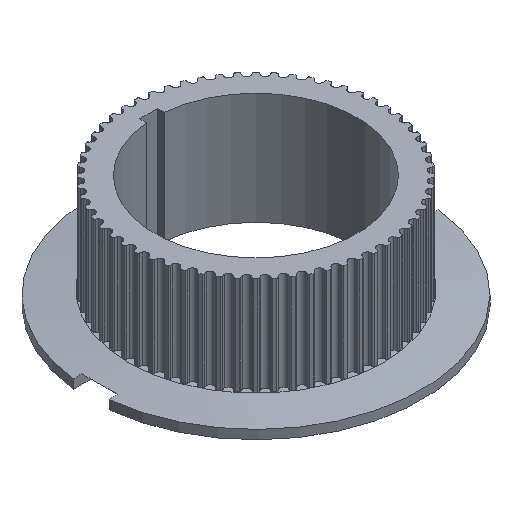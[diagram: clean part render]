
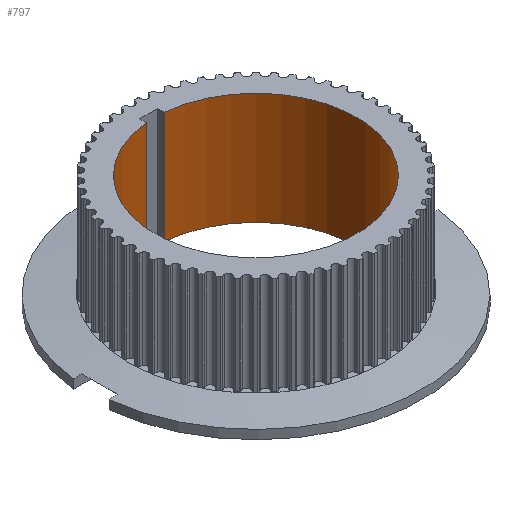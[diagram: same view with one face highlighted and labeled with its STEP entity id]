
A CAD part, isometric view. The second image highlights one B-rep face of the part: STEP entity #797.
In plain terms, the highlighted cylindrical face has radius 22.55 mm (diameter 45.1 mm), a partial arc.
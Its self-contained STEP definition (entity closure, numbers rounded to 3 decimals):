
#33 = PLANE('',#34);
#34 = AXIS2_PLACEMENT_3D('',#35,#36,#37);
#35 = CARTESIAN_POINT('',(0.,0.,-3.));
#36 = DIRECTION('',(0.,0.,1.));
#37 = DIRECTION('',(0.,-1.,0.));
#290 = EDGE_CURVE('',#291,#293,#295,.T.);
#291 = VERTEX_POINT('',#292);
#292 = CARTESIAN_POINT('',(-2.,22.461,-3.));
#293 = VERTEX_POINT('',#294);
#294 = CARTESIAN_POINT('',(2.,22.461,-3.));
#295 = SURFACE_CURVE('',#296,(#301,#308),.PCURVE_S1.);
#296 = CIRCLE('',#297,22.55);
#297 = AXIS2_PLACEMENT_3D('',#298,#299,#300);
#298 = CARTESIAN_POINT('',(0.,0.,-3.));
#299 = DIRECTION('',(0.,0.,1.));
#300 = DIRECTION('',(1.,0.,0.));
#301 = PCURVE('',#33,#302);
#302 = DEFINITIONAL_REPRESENTATION('',(#303),#307);
#303 = CIRCLE('',#304,22.55);
#304 = AXIS2_PLACEMENT_2D('',#305,#306);
#305 = CARTESIAN_POINT('',(0.,0.));
#306 = DIRECTION('',(0.,1.));
#307 = ( GEOMETRIC_REPRESENTATION_CONTEXT(2) 
PARAMETRIC_REPRESENTATION_CONTEXT() REPRESENTATION_CONTEXT('2D SPACE',''
  ) );
#308 = PCURVE('',#309,#314);
#309 = CYLINDRICAL_SURFACE('',#310,22.55);
#310 = AXIS2_PLACEMENT_3D('',#311,#312,#313);
#311 = CARTESIAN_POINT('',(0.,0.,27.));
#312 = DIRECTION('',(0.,0.,1.));
#313 = DIRECTION('',(1.,0.,0.));
#314 = DEFINITIONAL_REPRESENTATION('',(#315),#319);
#315 = LINE('',#316,#317);
#316 = CARTESIAN_POINT('',(0.,-30.));
#317 = VECTOR('',#318,1.);
#318 = DIRECTION('',(1.,0.));
#319 = ( GEOMETRIC_REPRESENTATION_CONTEXT(2) 
PARAMETRIC_REPRESENTATION_CONTEXT() REPRESENTATION_CONTEXT('2D SPACE',''
  ) );
#337 = PLANE('',#338);
#338 = AXIS2_PLACEMENT_3D('',#339,#340,#341);
#339 = CARTESIAN_POINT('',(-2.,22.461,27.));
#340 = DIRECTION('',(1.,0.,0.));
#341 = DIRECTION('',(0.,1.,0.));
#391 = PLANE('',#392);
#392 = AXIS2_PLACEMENT_3D('',#393,#394,#395);
#393 = CARTESIAN_POINT('',(2.,24.,27.));
#394 = DIRECTION('',(-1.,0.,0.));
#395 = DIRECTION('',(0.,-1.,0.));
#797 = ADVANCED_FACE('',(#798),#309,.F.);
#798 = FACE_BOUND('',#799,.F.);
#799 = EDGE_LOOP('',(#800,#831,#852,#853));
#800 = ORIENTED_EDGE('',*,*,#801,.F.);
#801 = EDGE_CURVE('',#802,#804,#806,.T.);
#802 = VERTEX_POINT('',#803);
#803 = CARTESIAN_POINT('',(-2.,22.461,22.));
#804 = VERTEX_POINT('',#805);
#805 = CARTESIAN_POINT('',(2.,22.461,22.));
#806 = SURFACE_CURVE('',#807,(#812,#819),.PCURVE_S1.);
#807 = CIRCLE('',#808,22.55);
#808 = AXIS2_PLACEMENT_3D('',#809,#810,#811);
#809 = CARTESIAN_POINT('',(0.,0.,22.));
#810 = DIRECTION('',(0.,0.,1.));
#811 = DIRECTION('',(1.,0.,0.));
#812 = PCURVE('',#309,#813);
#813 = DEFINITIONAL_REPRESENTATION('',(#814),#818);
#814 = LINE('',#815,#816);
#815 = CARTESIAN_POINT('',(0.,-5.));
#816 = VECTOR('',#817,1.);
#817 = DIRECTION('',(1.,0.));
#818 = ( GEOMETRIC_REPRESENTATION_CONTEXT(2) 
PARAMETRIC_REPRESENTATION_CONTEXT() REPRESENTATION_CONTEXT('2D SPACE',''
  ) );
#819 = PCURVE('',#820,#825);
#820 = PLANE('',#821);
#821 = AXIS2_PLACEMENT_3D('',#822,#823,#824);
#822 = CARTESIAN_POINT('',(0.,0.,22.));
#823 = DIRECTION('',(0.,0.,1.));
#824 = DIRECTION('',(1.,0.,0.));
#825 = DEFINITIONAL_REPRESENTATION('',(#826),#830);
#826 = CIRCLE('',#827,22.55);
#827 = AXIS2_PLACEMENT_2D('',#828,#829);
#828 = CARTESIAN_POINT('',(0.,0.));
#829 = DIRECTION('',(1.,0.));
#830 = ( GEOMETRIC_REPRESENTATION_CONTEXT(2) 
PARAMETRIC_REPRESENTATION_CONTEXT() REPRESENTATION_CONTEXT('2D SPACE',''
  ) );
#831 = ORIENTED_EDGE('',*,*,#832,.T.);
#832 = EDGE_CURVE('',#802,#291,#833,.T.);
#833 = SURFACE_CURVE('',#834,(#838,#845),.PCURVE_S1.);
#834 = LINE('',#835,#836);
#835 = CARTESIAN_POINT('',(-2.,22.461,27.));
#836 = VECTOR('',#837,1.);
#837 = DIRECTION('',(-0.,-0.,-1.));
#838 = PCURVE('',#309,#839);
#839 = DEFINITIONAL_REPRESENTATION('',(#840),#844);
#840 = LINE('',#841,#842);
#841 = CARTESIAN_POINT('',(1.66,0.));
#842 = VECTOR('',#843,1.);
#843 = DIRECTION('',(0.,-1.));
#844 = ( GEOMETRIC_REPRESENTATION_CONTEXT(2) 
PARAMETRIC_REPRESENTATION_CONTEXT() REPRESENTATION_CONTEXT('2D SPACE',''
  ) );
#845 = PCURVE('',#337,#846);
#846 = DEFINITIONAL_REPRESENTATION('',(#847),#851);
#847 = LINE('',#848,#849);
#848 = CARTESIAN_POINT('',(0.,0.));
#849 = VECTOR('',#850,1.);
#850 = DIRECTION('',(0.,-1.));
#851 = ( GEOMETRIC_REPRESENTATION_CONTEXT(2) 
PARAMETRIC_REPRESENTATION_CONTEXT() REPRESENTATION_CONTEXT('2D SPACE',''
  ) );
#852 = ORIENTED_EDGE('',*,*,#290,.T.);
#853 = ORIENTED_EDGE('',*,*,#854,.F.);
#854 = EDGE_CURVE('',#804,#293,#855,.T.);
#855 = SURFACE_CURVE('',#856,(#860,#867),.PCURVE_S1.);
#856 = LINE('',#857,#858);
#857 = CARTESIAN_POINT('',(2.,22.461,27.));
#858 = VECTOR('',#859,1.);
#859 = DIRECTION('',(-0.,-0.,-1.));
#860 = PCURVE('',#309,#861);
#861 = DEFINITIONAL_REPRESENTATION('',(#862),#866);
#862 = LINE('',#863,#864);
#863 = CARTESIAN_POINT('',(7.765,0.));
#864 = VECTOR('',#865,1.);
#865 = DIRECTION('',(0.,-1.));
#866 = ( GEOMETRIC_REPRESENTATION_CONTEXT(2) 
PARAMETRIC_REPRESENTATION_CONTEXT() REPRESENTATION_CONTEXT('2D SPACE',''
  ) );
#867 = PCURVE('',#391,#868);
#868 = DEFINITIONAL_REPRESENTATION('',(#869),#873);
#869 = LINE('',#870,#871);
#870 = CARTESIAN_POINT('',(1.539,0.));
#871 = VECTOR('',#872,1.);
#872 = DIRECTION('',(0.,-1.));
#873 = ( GEOMETRIC_REPRESENTATION_CONTEXT(2) 
PARAMETRIC_REPRESENTATION_CONTEXT() REPRESENTATION_CONTEXT('2D SPACE',''
  ) );
